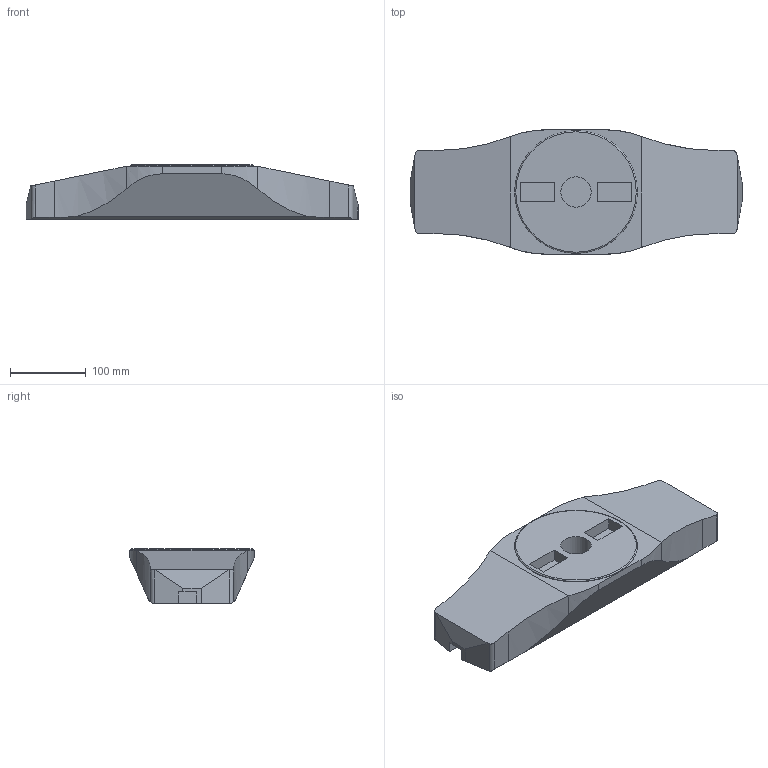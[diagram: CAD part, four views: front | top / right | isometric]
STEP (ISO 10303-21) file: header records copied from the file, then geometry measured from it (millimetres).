
FILE_DESCRIPTION(/* description */ (''),/* implementation_level */ '2;1');
FILE_NAME(/* name */ '1553003702527.stp',/* time_stamp */ '2019-03-19T14:55:19+01:00',/* author */ (''),/* organization */ ('SMS'),/* preprocessor_version */ 'ST-DEVELOPER v15',/* originating_system */ 'SIEMENS PLM Software NX 8.5',/* authorisation */ '');
FILE_SCHEMA (('AUTOMOTIVE_DESIGN { 1 0 10303 214 3 1 1 1 }'));
Length unit declared in the file: millimetre
Products named in the file (1): 111165649mod000_02
Bounding box: 438 x 164 x 72 mm (x, y, z)
Volume: 3312918.6 mm3; surface area: 185003.8 mm2
Topology: 1 solids, 1 shells, 61 faces, 161 edges, 110 vertices
Faces by surface type: plane 46, cylinder 14, torus 1
Full cylindrical faces by diameter (mm): 40 x1, 162 x1
Entity records: 1942 total; most frequent: CARTESIAN_POINT 332, DIRECTION 330, ORIENTED_EDGE 314, EDGE_CURVE 157, LINE 116, VECTOR 116, AXIS2_PLACEMENT_3D 107, VERTEX_POINT 105
